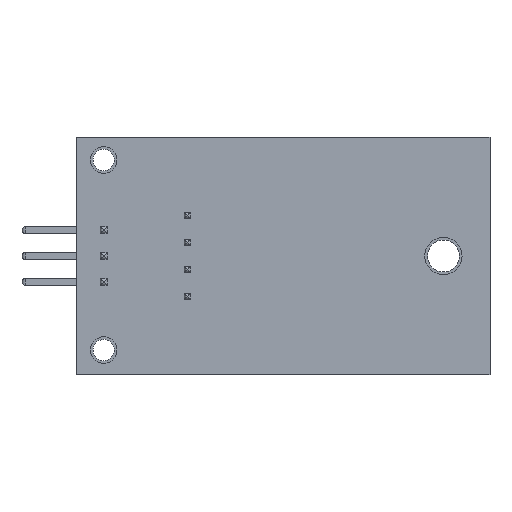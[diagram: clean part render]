
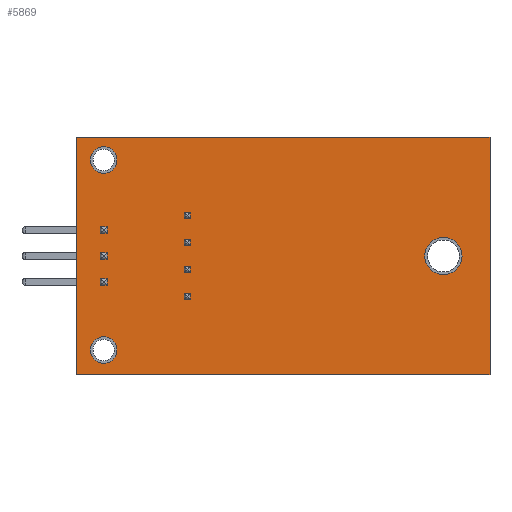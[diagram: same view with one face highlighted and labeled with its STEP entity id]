
A CAD part, front view. The second image highlights one B-rep face of the part: STEP entity #5869.
In plain terms, the highlighted planar face has unit normal (0, -1, 0).
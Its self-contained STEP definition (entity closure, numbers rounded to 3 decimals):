
#96=FACE_BOUND('',#683,.T.);
#97=FACE_BOUND('',#684,.T.);
#98=FACE_BOUND('',#685,.T.);
#126=PLANE('',#6218);
#368=FACE_OUTER_BOUND('',#682,.T.);
#682=EDGE_LOOP('',(#4076,#4077,#4078,#4079));
#683=EDGE_LOOP('',(#4080));
#684=EDGE_LOOP('',(#4081));
#685=EDGE_LOOP('',(#4082));
#1013=LINE('',#8248,#1782);
#1017=LINE('',#8256,#1786);
#1020=LINE('',#8262,#1789);
#1023=LINE('',#8267,#1792);
#1782=VECTOR('',#6646,10.);
#1786=VECTOR('',#6652,10.);
#1789=VECTOR('',#6657,10.);
#1792=VECTOR('',#6662,10.);
#2549=CIRCLE('',#6206,1.5);
#2551=CIRCLE('',#6209,1.);
#2553=CIRCLE('',#6212,1.);
#2615=VERTEX_POINT('',#8230);
#2617=VERTEX_POINT('',#8236);
#2619=VERTEX_POINT('',#8242);
#2620=VERTEX_POINT('',#8246);
#2621=VERTEX_POINT('',#8247);
#2624=VERTEX_POINT('',#8255);
#2626=VERTEX_POINT('',#8261);
#3168=EDGE_CURVE('',#2615,#2615,#2549,.T.);
#3171=EDGE_CURVE('',#2617,#2617,#2551,.T.);
#3174=EDGE_CURVE('',#2619,#2619,#2553,.T.);
#3175=EDGE_CURVE('',#2620,#2621,#1013,.T.);
#3179=EDGE_CURVE('',#2621,#2624,#1017,.T.);
#3182=EDGE_CURVE('',#2624,#2626,#1020,.T.);
#3185=EDGE_CURVE('',#2626,#2620,#1023,.T.);
#4076=ORIENTED_EDGE('',*,*,#3185,.T.);
#4077=ORIENTED_EDGE('',*,*,#3175,.T.);
#4078=ORIENTED_EDGE('',*,*,#3179,.T.);
#4079=ORIENTED_EDGE('',*,*,#3182,.T.);
#4080=ORIENTED_EDGE('',*,*,#3168,.T.);
#4081=ORIENTED_EDGE('',*,*,#3171,.T.);
#4082=ORIENTED_EDGE('',*,*,#3174,.T.);
#5869=ADVANCED_FACE('',(#368,#96,#97,#98),#126,.F.);
#6206=AXIS2_PLACEMENT_3D('',#8232,#6628,#6629);
#6209=AXIS2_PLACEMENT_3D('',#8238,#6635,#6636);
#6212=AXIS2_PLACEMENT_3D('',#8244,#6642,#6643);
#6218=AXIS2_PLACEMENT_3D('',#8270,#6666,#6667);
#6628=DIRECTION('center_axis',(0.,1.,0.));
#6629=DIRECTION('ref_axis',(-1.,0.,0.));
#6635=DIRECTION('center_axis',(0.,1.,0.));
#6636=DIRECTION('ref_axis',(-1.,0.,0.));
#6642=DIRECTION('center_axis',(0.,1.,0.));
#6643=DIRECTION('ref_axis',(-1.,0.,0.));
#6646=DIRECTION('',(0.,0.,-1.));
#6652=DIRECTION('',(1.,0.,0.));
#6657=DIRECTION('',(0.,0.,1.));
#6662=DIRECTION('',(-1.,0.,0.));
#6666=DIRECTION('center_axis',(0.,1.,0.));
#6667=DIRECTION('ref_axis',(1.,0.,0.));
#8230=CARTESIAN_POINT('',(35.93,0.,11.16));
#8232=CARTESIAN_POINT('Origin',(34.43,0.,11.16));
#8236=CARTESIAN_POINT('',(3.54,0.,20.17));
#8238=CARTESIAN_POINT('Origin',(2.54,0.,20.17));
#8242=CARTESIAN_POINT('',(3.54,0.,2.33));
#8244=CARTESIAN_POINT('Origin',(2.54,0.,2.33));
#8246=CARTESIAN_POINT('',(0.,0.,22.32));
#8247=CARTESIAN_POINT('',(0.,0.,0.));
#8248=CARTESIAN_POINT('',(0.,0.,22.32));
#8255=CARTESIAN_POINT('',(38.8,0.,0.));
#8256=CARTESIAN_POINT('',(0.,0.,0.));
#8261=CARTESIAN_POINT('',(38.8,0.,22.32));
#8262=CARTESIAN_POINT('',(38.8,0.,0.));
#8267=CARTESIAN_POINT('',(38.8,0.,22.32));
#8270=CARTESIAN_POINT('Origin',(19.4,0.,11.16));
